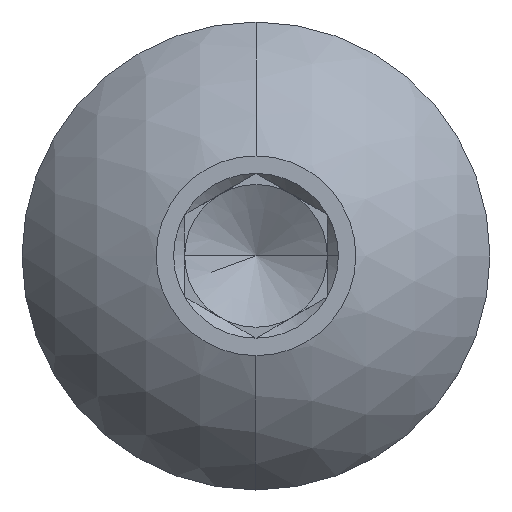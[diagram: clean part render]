
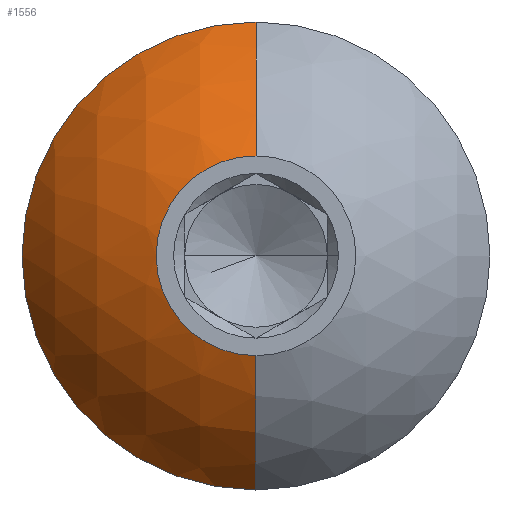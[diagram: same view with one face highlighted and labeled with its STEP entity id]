
A CAD part, top view. The second image highlights one B-rep face of the part: STEP entity #1556.
In plain terms, the highlighted spherical face has radius 2.415 mm.
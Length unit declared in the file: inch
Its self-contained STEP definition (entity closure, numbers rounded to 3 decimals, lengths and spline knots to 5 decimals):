
#59 = AXIS2_PLACEMENT_3D ( 'NONE', #3996, #1993, #1974 ) ;
#77 = CARTESIAN_POINT ( 'NONE',  ( 0., 0., 0.12211 ) ) ;
#300 = EDGE_CURVE ( 'NONE', #1897, #3366, #705, .T. ) ;
#636 = CIRCLE ( 'NONE', #2665, 0.082 ) ;
#705 = CIRCLE ( 'NONE', #59, 0.035 ) ;
#732 = ORIENTED_EDGE ( 'NONE', *, *, #3184, .F. ) ;
#991 = CARTESIAN_POINT ( 'NONE',  ( 0., 0.035, 0.2105 ) ) ;
#995 = EDGE_CURVE ( 'NONE', #1138, #1724, #2149, .T. ) ;
#1138 = VERTEX_POINT ( 'NONE', #3482 ) ;
#1174 = DIRECTION ( 'NONE',  ( 0., 0., 1. ) ) ;
#1248 = CARTESIAN_POINT ( 'NONE',  ( 0., 0., 0.12211 ) ) ;
#1299 = AXIS2_PLACEMENT_3D ( 'NONE', #77, #1614, #2035 ) ;
#1351 = AXIS2_PLACEMENT_3D ( 'NONE', #1248, #4461, #4501 ) ;
#1556 = ADVANCED_FACE ( 'NONE', ( #5033 ), #4154, .T. ) ;
#1614 = DIRECTION ( 'NONE',  ( 1., 0., 0. ) ) ;
#1638 = CIRCLE ( 'NONE', #4086, 0.09507 ) ;
#1724 = VERTEX_POINT ( 'NONE', #2177 ) ;
#1781 = ORIENTED_EDGE ( 'NONE', *, *, #995, .T. ) ;
#1897 = VERTEX_POINT ( 'NONE', #991 ) ;
#1909 = CARTESIAN_POINT ( 'NONE',  ( 0., 0., 0.17021 ) ) ;
#1974 = DIRECTION ( 'NONE',  ( 1., 0., 0. ) ) ;
#1993 = DIRECTION ( 'NONE',  ( 0., 0., 1. ) ) ;
#2035 = DIRECTION ( 'NONE',  ( 0., 0., -1. ) ) ;
#2096 = DIRECTION ( 'NONE',  ( 1., 0., 0. ) ) ;
#2149 = CIRCLE ( 'NONE', #3721, 0.082 ) ;
#2177 = CARTESIAN_POINT ( 'NONE',  ( -0.082, 0., 0.17021 ) ) ;
#2355 = CARTESIAN_POINT ( 'NONE',  ( 0., 0., 0.17021 ) ) ;
#2475 = VERTEX_POINT ( 'NONE', #3615 ) ;
#2665 = AXIS2_PLACEMENT_3D ( 'NONE', #2355, #1174, #2096 ) ;
#2705 = CIRCLE ( 'NONE', #1299, 0.09507 ) ;
#2883 = CARTESIAN_POINT ( 'NONE',  ( 0., -0.035, 0.2105 ) ) ;
#3038 = EDGE_LOOP ( 'NONE', ( #3298, #5181, #3985, #732, #1781 ) ) ;
#3184 = EDGE_CURVE ( 'NONE', #1138, #1897, #2705, .T. ) ;
#3207 = DIRECTION ( 'NONE',  ( 0., -1., 0. ) ) ;
#3298 = ORIENTED_EDGE ( 'NONE', *, *, #4286, .T. ) ;
#3366 = VERTEX_POINT ( 'NONE', #2883 ) ;
#3482 = CARTESIAN_POINT ( 'NONE',  ( 0., 0.082, 0.17021 ) ) ;
#3615 = CARTESIAN_POINT ( 'NONE',  ( 0., -0.082, 0.17021 ) ) ;
#3721 = AXIS2_PLACEMENT_3D ( 'NONE', #1909, #3893, #4717 ) ;
#3893 = DIRECTION ( 'NONE',  ( 0., 0., 1. ) ) ;
#3985 = ORIENTED_EDGE ( 'NONE', *, *, #300, .F. ) ;
#3996 = CARTESIAN_POINT ( 'NONE',  ( 0., 0., 0.2105 ) ) ;
#4063 = CARTESIAN_POINT ( 'NONE',  ( 0., 0., 0.12211 ) ) ;
#4086 = AXIS2_PLACEMENT_3D ( 'NONE', #4063, #4836, #3207 ) ;
#4154 = SPHERICAL_SURFACE ( 'NONE', #1351, 0.09507 ) ;
#4286 = EDGE_CURVE ( 'NONE', #1724, #2475, #636, .T. ) ;
#4461 = DIRECTION ( 'NONE',  ( -1., 0., 0. ) ) ;
#4501 = DIRECTION ( 'NONE',  ( 0., 1., 0. ) ) ;
#4627 = EDGE_CURVE ( 'NONE', #2475, #3366, #1638, .T. ) ;
#4717 = DIRECTION ( 'NONE',  ( 1., 0., 0. ) ) ;
#4836 = DIRECTION ( 'NONE',  ( -1., 0., 0. ) ) ;
#5033 = FACE_OUTER_BOUND ( 'NONE', #3038, .T. ) ;
#5181 = ORIENTED_EDGE ( 'NONE', *, *, #4627, .T. ) ;
